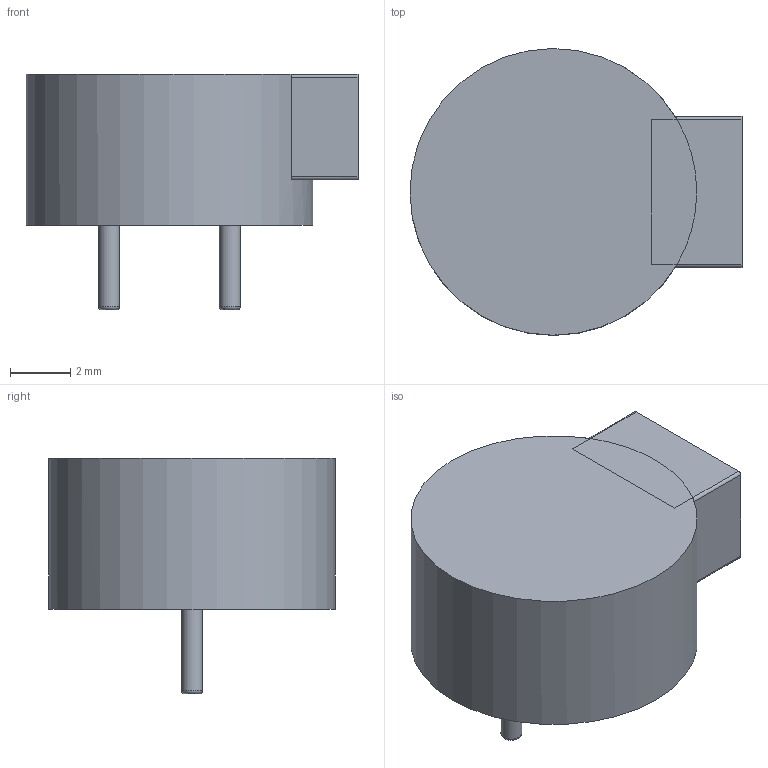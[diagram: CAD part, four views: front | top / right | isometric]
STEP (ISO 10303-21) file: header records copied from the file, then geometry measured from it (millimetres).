
FILE_DESCRIPTION(('FreeCAD Model'),'2;1');
FILE_NAME('Open CASCADE Shape Model','2023-03-14T15:17:12',(''),(''), 'Open CASCADE STEP processor 7.6','FreeCAD','Unknown');
FILE_SCHEMA(('AUTOMOTIVE_DESIGN { 1 0 10303 214 1 1 1 1 }'));
Length unit declared in the file: millimetre
Products named in the file (4): HC09A; Cut001; Fillet004; Fillet003
Assembly tree (3 placements, depth 2):
  HC09A
    Cut001
    Fillet004
    Fillet003
Bounding box: 11 x 9.5 x 7.8 mm (x, y, z)
Volume: 341.8 mm3; surface area: 426.8 mm2
Topology: 3 solids, 3 shells, 41 faces, 93 edges, 61 vertices
Faces by surface type: plane 23, cylinder 16, torus 2
Full cylindrical faces by diameter (mm): 0.7 x2, 8.5 x1, 9.5 x1
Entity records: 2564 total; most frequent: CARTESIAN_POINT 541, DIRECTION 361, ORIENTED_EDGE 186, PCURVE 186, DEFINITIONAL_REPRESENTATION 186, LINE 173, VECTOR 173, EDGE_CURVE 93
